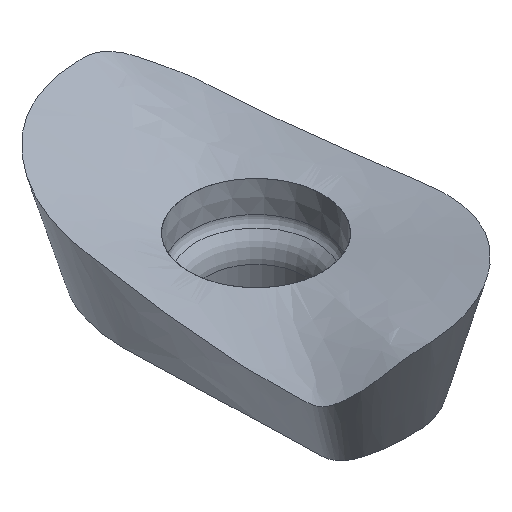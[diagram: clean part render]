
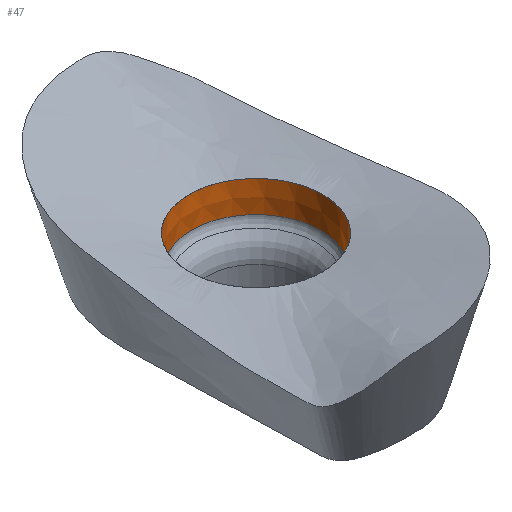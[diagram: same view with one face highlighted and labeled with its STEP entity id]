
A CAD part, isometric view. The second image highlights one B-rep face of the part: STEP entity #47.
In plain terms, the highlighted conical face has half-angle 4 degrees and reference radius 2.717 mm.
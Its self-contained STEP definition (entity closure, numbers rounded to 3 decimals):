
#38=CONICAL_SURFACE('',#174,2.717,4.);
#47=ADVANCED_FACE('',(#63,#64),#38,.F.);
#63=FACE_BOUND('',#81,.T.);
#64=FACE_BOUND('',#82,.T.);
#81=EDGE_LOOP('',(#99));
#82=EDGE_LOOP('',(#100));
#99=ORIENTED_EDGE('',*,*,#122,.T.);
#100=ORIENTED_EDGE('',*,*,#120,.T.);
#111=VERTEX_POINT('',#2148);
#113=VERTEX_POINT('',#2674);
#120=EDGE_CURVE('',#111,#111,#126,.T.);
#122=EDGE_CURVE('',#113,#113,#127,.T.);
#126=CIRCLE('',#171,2.804);
#127=CIRCLE('',#173,2.717);
#171=AXIS2_PLACEMENT_3D('',#2147,#192,#193);
#173=AXIS2_PLACEMENT_3D('',#2673,#196,#197);
#174=AXIS2_PLACEMENT_3D('',#2675,#198,#199);
#192=DIRECTION('',(0.,0.,1.));
#193=DIRECTION('',(0.,-1.,0.));
#196=DIRECTION('',(0.,0.,-1.));
#197=DIRECTION('',(1.,0.,0.));
#198=DIRECTION('',(0.,0.,1.));
#199=DIRECTION('',(1.,0.,0.));
#2147=CARTESIAN_POINT('',(0.,0.,-1.232));
#2148=CARTESIAN_POINT('',(0.,-2.804,-1.232));
#2673=CARTESIAN_POINT('',(0.,0.,-2.479));
#2674=CARTESIAN_POINT('',(2.717,0.,-2.479));
#2675=CARTESIAN_POINT('',(0.,0.,-2.479));
